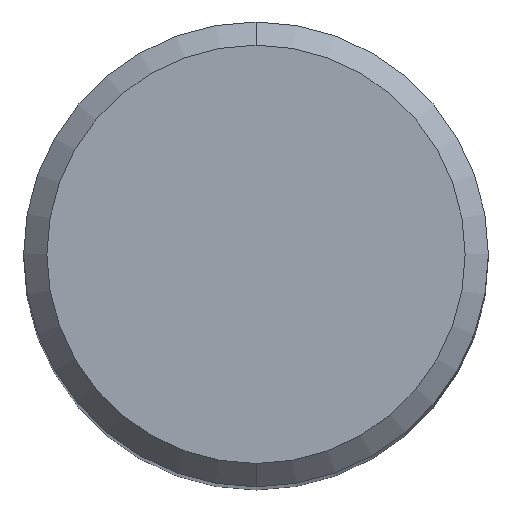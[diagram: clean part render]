
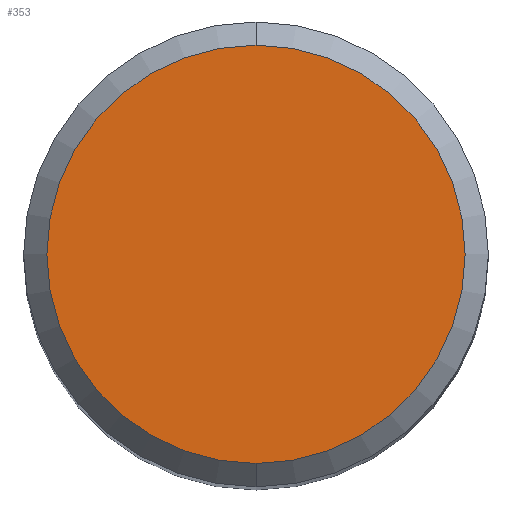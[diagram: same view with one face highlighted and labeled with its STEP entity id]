
A CAD part, top view. The second image highlights one B-rep face of the part: STEP entity #353.
In plain terms, the highlighted planar face has unit normal (0, 0, 1).
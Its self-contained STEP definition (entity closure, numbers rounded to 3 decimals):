
#271=EDGE_CURVE('',#445,#313,#590,.T.);
#313=VERTEX_POINT('',#634);
#353=ADVANCED_FACE('',(#675),#676,.T.);
#363=EDGE_CURVE('',#313,#445,#687,.T.);
#445=VERTEX_POINT('',#779);
#590=CIRCLE('',#1112,4.5);
#634=CARTESIAN_POINT('',(0.0,4.5,0.0));
#675=FACE_OUTER_BOUND('',#1275,.T.);
#676=PLANE('',#1276);
#687=CIRCLE('',#1289,4.5);
#779=CARTESIAN_POINT('',(0.,-4.5,0.0));
#1112=AXIS2_PLACEMENT_3D('',#1622,#1623,#1624);
#1275=EDGE_LOOP('',(#1685,#1686));
#1276=AXIS2_PLACEMENT_3D('',#1687,#1688,#1689);
#1289=AXIS2_PLACEMENT_3D('',#1702,#1703,#1704);
#1622=CARTESIAN_POINT('',(0.0,0.0,0.0));
#1623=DIRECTION('',(0.0,0.0,-1.0));
#1624=DIRECTION('',(0.0,1.0,0.0));
#1685=ORIENTED_EDGE('',*,*,#363,.F.);
#1686=ORIENTED_EDGE('',*,*,#271,.F.);
#1687=CARTESIAN_POINT('',(0.0,2.25,0.0));
#1688=DIRECTION('',(-0.0,0.0,1.0));
#1689=DIRECTION('',(0.0,-1.0,0.0));
#1702=CARTESIAN_POINT('',(0.0,0.0,0.0));
#1703=DIRECTION('',(0.0,0.0,-1.0));
#1704=DIRECTION('',(0.0,1.0,0.0));
